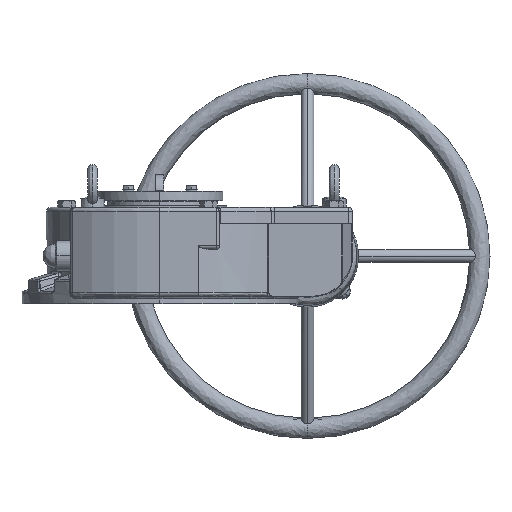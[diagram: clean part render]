
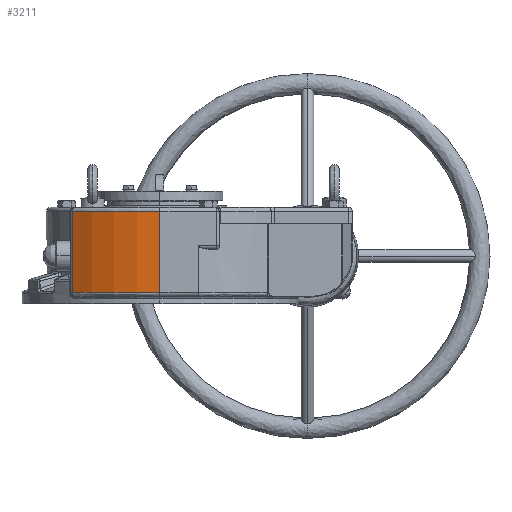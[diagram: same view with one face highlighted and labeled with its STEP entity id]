
A CAD part, left-side view. The second image highlights one B-rep face of the part: STEP entity #3211.
In plain terms, the highlighted cylindrical face has radius 185 mm (diameter 370 mm), a partial arc.
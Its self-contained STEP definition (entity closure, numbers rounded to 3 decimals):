
#456 = EDGE_LOOP ( 'NONE', ( #713, #10064, #24578, #28442 ) ) ;
#713 = ORIENTED_EDGE ( 'NONE', *, *, #11587, .F. ) ;
#1491 = CARTESIAN_POINT ( 'NONE',  ( -185., 0., 105. ) ) ;
#3211 = ADVANCED_FACE ( 'NONE', ( #3790 ), #26414, .T. ) ;
#3790 = FACE_OUTER_BOUND ( 'NONE', #456, .T. ) ;
#3862 = CARTESIAN_POINT ( 'NONE',  ( 0., 0., 17. ) ) ;
#5709 = CARTESIAN_POINT ( 'NONE',  ( -150.263, 107.917, 105. ) ) ;
#5802 = AXIS2_PLACEMENT_3D ( 'NONE', #20437, #12188, #15184 ) ;
#6382 = DIRECTION ( 'NONE',  ( 0., 0., -1. ) ) ;
#6462 = CARTESIAN_POINT ( 'NONE',  ( -150.263, 107.917, 117. ) ) ;
#8456 = DIRECTION ( 'NONE',  ( 0., 0., 1. ) ) ;
#10064 = ORIENTED_EDGE ( 'NONE', *, *, #22444, .F. ) ;
#10338 = VECTOR ( 'NONE', #31687, 1000. ) ;
#11091 = VERTEX_POINT ( 'NONE', #24252 ) ;
#11224 = VECTOR ( 'NONE', #6382, 1000. ) ;
#11587 = EDGE_CURVE ( 'NONE', #30239, #31619, #29903, .T. ) ;
#11891 = AXIS2_PLACEMENT_3D ( 'NONE', #3862, #17508, #35273 ) ;
#12188 = DIRECTION ( 'NONE',  ( 0., 0., -1. ) ) ;
#15184 = DIRECTION ( 'NONE',  ( -1., 0., 0. ) ) ;
#16301 = EDGE_CURVE ( 'NONE', #11091, #31619, #20889, .T. ) ;
#17508 = DIRECTION ( 'NONE',  ( 0., 0., 1. ) ) ;
#19916 = LINE ( 'NONE', #5709, #10338 ) ;
#20437 = CARTESIAN_POINT ( 'NONE',  ( 0., 0., 105. ) ) ;
#20889 = CIRCLE ( 'NONE', #11891, 185. ) ;
#21222 = AXIS2_PLACEMENT_3D ( 'NONE', #23033, #8456, #22852 ) ;
#22444 = EDGE_CURVE ( 'NONE', #29346, #30239, #25977, .T. ) ;
#22852 = DIRECTION ( 'NONE',  ( 1., 0., 0. ) ) ;
#23033 = CARTESIAN_POINT ( 'NONE',  ( 0., 0., 117. ) ) ;
#24252 = CARTESIAN_POINT ( 'NONE',  ( -150.263, 107.917, 17. ) ) ;
#24578 = ORIENTED_EDGE ( 'NONE', *, *, #31188, .T. ) ;
#25268 = CARTESIAN_POINT ( 'NONE',  ( -185., 0., 117. ) ) ;
#25977 = CIRCLE ( 'NONE', #21222, 185. ) ;
#26414 = CYLINDRICAL_SURFACE ( 'NONE', #5802, 185. ) ;
#28442 = ORIENTED_EDGE ( 'NONE', *, *, #16301, .T. ) ;
#29346 = VERTEX_POINT ( 'NONE', #6462 ) ;
#29903 = LINE ( 'NONE', #1491, #11224 ) ;
#30118 = CARTESIAN_POINT ( 'NONE',  ( -185., 0., 17. ) ) ;
#30239 = VERTEX_POINT ( 'NONE', #25268 ) ;
#31188 = EDGE_CURVE ( 'NONE', #29346, #11091, #19916, .T. ) ;
#31619 = VERTEX_POINT ( 'NONE', #30118 ) ;
#31687 = DIRECTION ( 'NONE',  ( 0., 0., -1. ) ) ;
#35273 = DIRECTION ( 'NONE',  ( -1., 0., 0. ) ) ;
